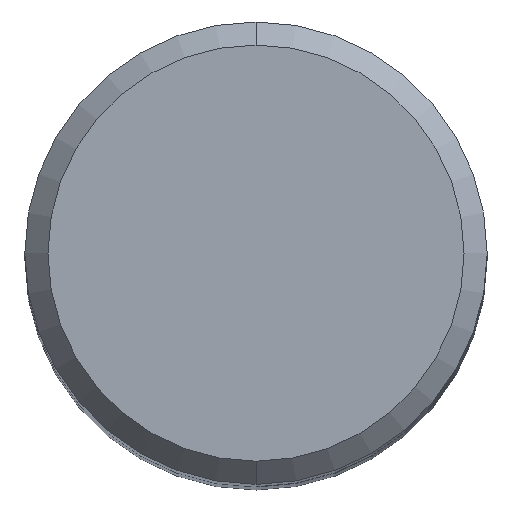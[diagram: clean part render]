
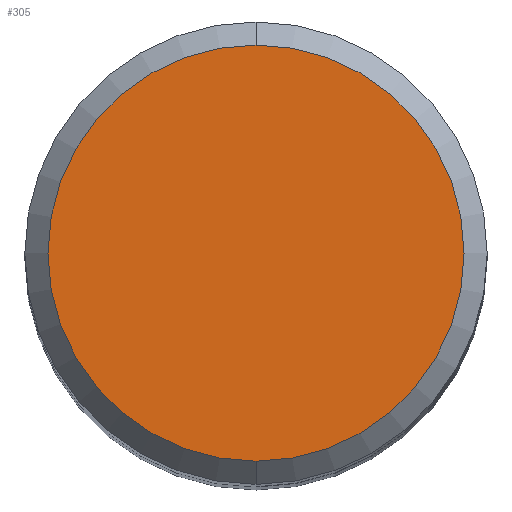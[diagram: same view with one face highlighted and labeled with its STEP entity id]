
A CAD part, top view. The second image highlights one B-rep face of the part: STEP entity #305.
In plain terms, the highlighted planar face has unit normal (0, 0, 1).
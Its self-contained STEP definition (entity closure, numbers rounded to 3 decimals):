
#281=VERTEX_POINT('',#650);
#297=VERTEX_POINT('',#669);
#305=ADVANCED_FACE('',(#678),#679,.T.);
#381=EDGE_CURVE('',#281,#297,#762,.T.);
#489=EDGE_CURVE('',#297,#281,#881,.T.);
#650=CARTESIAN_POINT('',(0.,-9.0,0.0));
#669=CARTESIAN_POINT('',(0.0,9.0,0.0));
#678=FACE_OUTER_BOUND('',#1136,.T.);
#679=PLANE('',#1137);
#762=CIRCLE('',#1353,9.0);
#881=CIRCLE('',#1700,9.0);
#1136=EDGE_LOOP('',(#1961,#1962));
#1137=AXIS2_PLACEMENT_3D('',#1963,#1964,#1965);
#1353=AXIS2_PLACEMENT_3D('',#2047,#2048,#2049);
#1700=AXIS2_PLACEMENT_3D('',#2190,#2191,#2192);
#1961=ORIENTED_EDGE('',*,*,#489,.F.);
#1962=ORIENTED_EDGE('',*,*,#381,.F.);
#1963=CARTESIAN_POINT('',(0.0,4.5,0.0));
#1964=DIRECTION('',(-0.0,0.0,1.0));
#1965=DIRECTION('',(0.0,-1.0,0.0));
#2047=CARTESIAN_POINT('',(0.0,0.0,0.0));
#2048=DIRECTION('',(0.0,0.0,-1.0));
#2049=DIRECTION('',(0.0,1.0,0.0));
#2190=CARTESIAN_POINT('',(0.0,0.0,0.0));
#2191=DIRECTION('',(0.0,0.0,-1.0));
#2192=DIRECTION('',(0.0,1.0,0.0));
